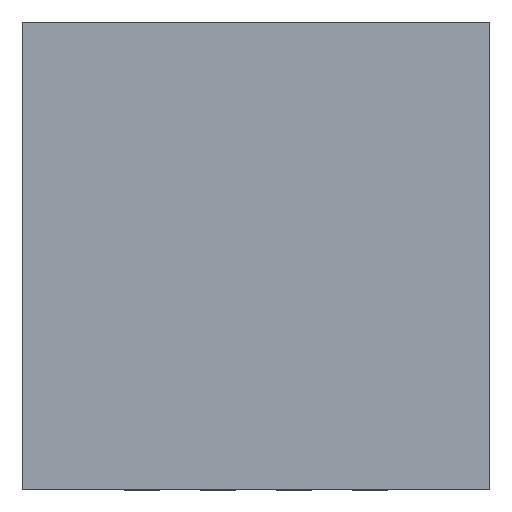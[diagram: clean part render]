
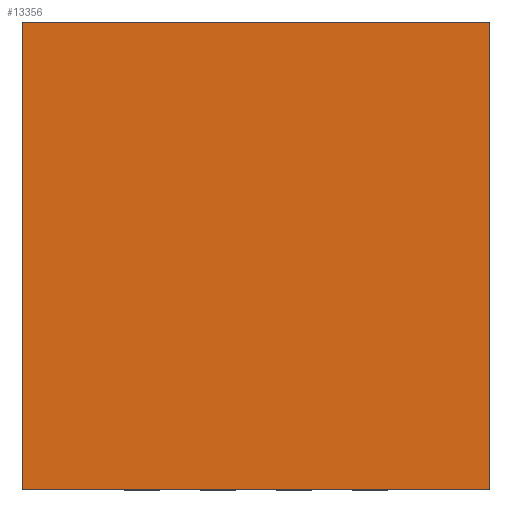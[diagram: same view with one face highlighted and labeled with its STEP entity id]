
A CAD part, top view. The second image highlights one B-rep face of the part: STEP entity #13356.
In plain terms, the highlighted face is planar.
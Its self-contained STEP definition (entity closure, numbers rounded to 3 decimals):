
#10091=DIRECTION('',(0.,0.,1.));
#10092=VECTOR('',#10091,4.);
#10093=CARTESIAN_POINT('',(-2.,0.975,-2.));
#10094=LINE('',#10093,#10092);
#10098=DIRECTION('',(-1.,0.,0.));
#10099=VECTOR('',#10098,4.);
#10100=CARTESIAN_POINT('',(2.,0.975,-2.));
#10101=LINE('',#10100,#10099);
#10105=DIRECTION('',(0.,0.,-1.));
#10106=VECTOR('',#10105,4.);
#10107=CARTESIAN_POINT('',(2.,0.975,2.));
#10108=LINE('',#10107,#10106);
#10112=DIRECTION('',(1.,0.,0.));
#10113=VECTOR('',#10112,4.);
#10114=CARTESIAN_POINT('',(-2.,0.975,2.));
#10115=LINE('',#10114,#10113);
#11039=CARTESIAN_POINT('',(-2.,0.975,-2.));
#11040=CARTESIAN_POINT('',(-2.,0.975,2.));
#11041=VERTEX_POINT('',#11039);
#11042=VERTEX_POINT('',#11040);
#11043=CARTESIAN_POINT('',(2.,0.975,2.));
#11044=VERTEX_POINT('',#11043);
#11045=CARTESIAN_POINT('',(2.,0.975,-2.));
#11046=VERTEX_POINT('',#11045);
#13345=CARTESIAN_POINT('',(0.,0.975,0.));
#13346=DIRECTION('',(0.,1.,0.));
#13347=DIRECTION('',(1.,0.,0.));
#13348=AXIS2_PLACEMENT_3D('',#13345,#13346,#13347);
#13349=PLANE('',#13348);
#13350=ORIENTED_EDGE('',*,*,#12081,.F.);
#13351=ORIENTED_EDGE('',*,*,#12178,.F.);
#13352=ORIENTED_EDGE('',*,*,#12690,.F.);
#13353=ORIENTED_EDGE('',*,*,#13180,.F.);
#13354=EDGE_LOOP('',(#13350,#13351,#13352,#13353));
#13355=FACE_OUTER_BOUND('',#13354,.F.);
#12081=EDGE_CURVE('',#11041,#11042,#10094,.T.);
#12178=EDGE_CURVE('',#11046,#11041,#10101,.T.);
#12690=EDGE_CURVE('',#11044,#11046,#10108,.T.);
#13180=EDGE_CURVE('',#11042,#11044,#10115,.T.);
#13356=ADVANCED_FACE('',(#13355),#13349,.T.);
